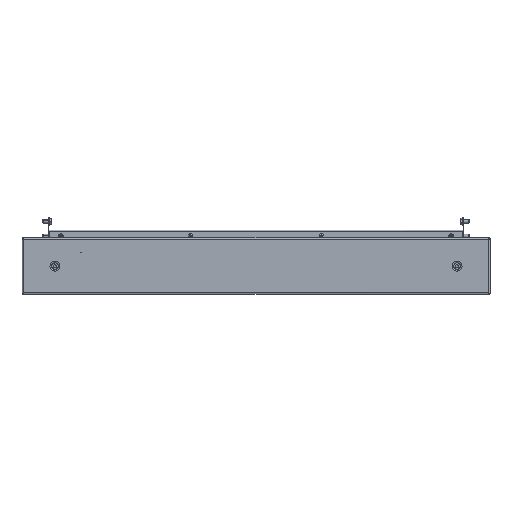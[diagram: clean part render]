
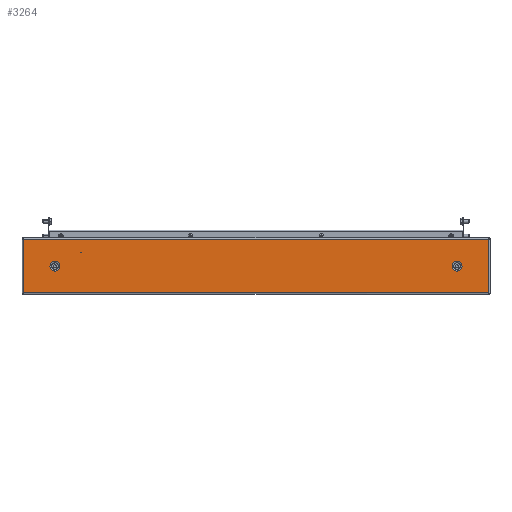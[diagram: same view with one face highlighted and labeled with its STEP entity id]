
A CAD part, top view. The second image highlights one B-rep face of the part: STEP entity #3264.
In plain terms, the highlighted planar face has unit normal (0, 0, 1).
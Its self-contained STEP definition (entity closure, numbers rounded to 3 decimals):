
#460 = ORIENTED_EDGE ( 'NONE', *, *, #58121, .T. ) ;
#1034 = AXIS2_PLACEMENT_3D ( 'NONE', #35454, #13599, #17574 ) ;
#1449 = DIRECTION ( 'NONE',  ( 0., 1., 0. ) ) ;
#3264 = ADVANCED_FACE ( 'NONE', ( #33531, #29367, #48926, #19530 ), #35146, .T. ) ;
#4552 = DIRECTION ( 'NONE',  ( 0., 0., 1. ) ) ;
#4660 = VERTEX_POINT ( 'NONE', #28786 ) ;
#6710 = CARTESIAN_POINT ( 'NONE',  ( -298., 23., 0. ) ) ;
#7886 = LINE ( 'NONE', #10333, #12121 ) ;
#8126 = DIRECTION ( 'NONE',  ( 0., 1., 0. ) ) ;
#9716 = CIRCLE ( 'NONE', #49541, 0.5 ) ;
#10234 = CARTESIAN_POINT ( 'NONE',  ( 395.1, -46.529, 0. ) ) ;
#10333 = CARTESIAN_POINT ( 'NONE',  ( -395.1, 46.529, 0. ) ) ;
#11144 = ORIENTED_EDGE ( 'NONE', *, *, #46010, .F. ) ;
#11209 = EDGE_LOOP ( 'NONE', ( #28592, #11144 ) ) ;
#11442 = CIRCLE ( 'NONE', #1034, 8.443 ) ;
#11584 = CIRCLE ( 'NONE', #19417, 0.5 ) ;
#11834 = EDGE_CURVE ( 'NONE', #46177, #30037, #38129, .T. ) ;
#12121 = VECTOR ( 'NONE', #23816, 1000. ) ;
#12425 = ORIENTED_EDGE ( 'NONE', *, *, #50353, .F. ) ;
#12490 = CARTESIAN_POINT ( 'NONE',  ( -395.1, 45.6, 0. ) ) ;
#13010 = CARTESIAN_POINT ( 'NONE',  ( -341.5, 0., 0. ) ) ;
#13260 = DIRECTION ( 'NONE',  ( 0., 0., 1. ) ) ;
#13436 = EDGE_LOOP ( 'NONE', ( #37423, #12425 ) ) ;
#13599 = DIRECTION ( 'NONE',  ( 0., 0., 1. ) ) ;
#14517 = EDGE_CURVE ( 'NONE', #17009, #50520, #26076, .T. ) ;
#15026 = VERTEX_POINT ( 'NONE', #34409 ) ;
#16977 = DIRECTION ( 'NONE',  ( 0., 0., 1. ) ) ;
#17009 = VERTEX_POINT ( 'NONE', #26532 ) ;
#17574 = DIRECTION ( 'NONE',  ( 0., 1., 0. ) ) ;
#17904 = DIRECTION ( 'NONE',  ( 0., 1., 0. ) ) ;
#19368 = CARTESIAN_POINT ( 'NONE',  ( -396.029, -45.6, 0. ) ) ;
#19417 = AXIS2_PLACEMENT_3D ( 'NONE', #47450, #52023, #29693 ) ;
#19530 = FACE_OUTER_BOUND ( 'NONE', #25048, .T. ) ;
#19609 = CIRCLE ( 'NONE', #35685, 8.443 ) ;
#19788 = ORIENTED_EDGE ( 'NONE', *, *, #14517, .T. ) ;
#20405 = EDGE_CURVE ( 'NONE', #15026, #46248, #11584, .T. ) ;
#20983 = EDGE_CURVE ( 'NONE', #27768, #44171, #7886, .T. ) ;
#21233 = DIRECTION ( 'NONE',  ( 0., 1., 0. ) ) ;
#21804 = CARTESIAN_POINT ( 'NONE',  ( 341.5, 0., 0. ) ) ;
#22170 = ORIENTED_EDGE ( 'NONE', *, *, #43448, .T. ) ;
#22553 = VECTOR ( 'NONE', #28668, 1000. ) ;
#23569 = AXIS2_PLACEMENT_3D ( 'NONE', #48254, #35271, #8126 ) ;
#23816 = DIRECTION ( 'NONE',  ( 0., -1., 0. ) ) ;
#25048 = EDGE_LOOP ( 'NONE', ( #34915, #460, #19788, #22170 ) ) ;
#26076 = LINE ( 'NONE', #10234, #36484 ) ;
#26532 = CARTESIAN_POINT ( 'NONE',  ( 395.1, -45.6, 0. ) ) ;
#26980 = ORIENTED_EDGE ( 'NONE', *, *, #42870, .T. ) ;
#27593 = LINE ( 'NONE', #19368, #31075 ) ;
#27650 = VERTEX_POINT ( 'NONE', #30730 ) ;
#27768 = VERTEX_POINT ( 'NONE', #12490 ) ;
#28217 = LINE ( 'NONE', #33312, #22553 ) ;
#28592 = ORIENTED_EDGE ( 'NONE', *, *, #11834, .F. ) ;
#28668 = DIRECTION ( 'NONE',  ( -1., 0., 0. ) ) ;
#28786 = CARTESIAN_POINT ( 'NONE',  ( -341.5, 8.443, 0. ) ) ;
#29367 = FACE_BOUND ( 'NONE', #11209, .T. ) ;
#29693 = DIRECTION ( 'NONE',  ( -1., 0., 0. ) ) ;
#30037 = VERTEX_POINT ( 'NONE', #54577 ) ;
#30730 = CARTESIAN_POINT ( 'NONE',  ( -341.5, -8.443, 0. ) ) ;
#31075 = VECTOR ( 'NONE', #32466, 1000. ) ;
#32035 = ORIENTED_EDGE ( 'NONE', *, *, #20405, .T. ) ;
#32466 = DIRECTION ( 'NONE',  ( 1., 0., 0. ) ) ;
#32811 = DIRECTION ( 'NONE',  ( -1., 0., 0. ) ) ;
#33012 = DIRECTION ( 'NONE',  ( 0., 0., -1. ) ) ;
#33312 = CARTESIAN_POINT ( 'NONE',  ( 396.029, 45.6, 0. ) ) ;
#33531 = FACE_BOUND ( 'NONE', #33746, .T. ) ;
#33746 = EDGE_LOOP ( 'NONE', ( #26980, #32035 ) ) ;
#34409 = CARTESIAN_POINT ( 'NONE',  ( -297., 23., 0. ) ) ;
#34915 = ORIENTED_EDGE ( 'NONE', *, *, #20983, .T. ) ;
#35146 = PLANE ( 'NONE',  #56908 ) ;
#35271 = DIRECTION ( 'NONE',  ( 0., 0., 1. ) ) ;
#35454 = CARTESIAN_POINT ( 'NONE',  ( -341.5, 0., 0. ) ) ;
#35685 = AXIS2_PLACEMENT_3D ( 'NONE', #13010, #4552, #17904 ) ;
#36484 = VECTOR ( 'NONE', #1449, 1000. ) ;
#37423 = ORIENTED_EDGE ( 'NONE', *, *, #52026, .F. ) ;
#38129 = CIRCLE ( 'NONE', #53734, 8.443 ) ;
#40014 = CARTESIAN_POINT ( 'NONE',  ( 0., 0., 0. ) ) ;
#40493 = CARTESIAN_POINT ( 'NONE',  ( 395.1, 45.6, 0. ) ) ;
#42870 = EDGE_CURVE ( 'NONE', #46248, #15026, #9716, .T. ) ;
#43448 = EDGE_CURVE ( 'NONE', #50520, #27768, #28217, .T. ) ;
#44171 = VERTEX_POINT ( 'NONE', #52676 ) ;
#44505 = CIRCLE ( 'NONE', #23569, 8.443 ) ;
#45424 = CARTESIAN_POINT ( 'NONE',  ( 341.5, 8.443, 0. ) ) ;
#45891 = CARTESIAN_POINT ( 'NONE',  ( -297.5, 23., 0. ) ) ;
#46010 = EDGE_CURVE ( 'NONE', #30037, #46177, #44505, .T. ) ;
#46177 = VERTEX_POINT ( 'NONE', #45424 ) ;
#46248 = VERTEX_POINT ( 'NONE', #6710 ) ;
#47450 = CARTESIAN_POINT ( 'NONE',  ( -297.5, 23., 0. ) ) ;
#48254 = CARTESIAN_POINT ( 'NONE',  ( 341.5, 0., 0. ) ) ;
#48859 = DIRECTION ( 'NONE',  ( 1., 0., 0. ) ) ;
#48926 = FACE_BOUND ( 'NONE', #13436, .T. ) ;
#49541 = AXIS2_PLACEMENT_3D ( 'NONE', #45891, #33012, #32811 ) ;
#50353 = EDGE_CURVE ( 'NONE', #27650, #4660, #19609, .T. ) ;
#50520 = VERTEX_POINT ( 'NONE', #40493 ) ;
#52023 = DIRECTION ( 'NONE',  ( 0., 0., -1. ) ) ;
#52026 = EDGE_CURVE ( 'NONE', #4660, #27650, #11442, .T. ) ;
#52676 = CARTESIAN_POINT ( 'NONE',  ( -395.1, -45.6, 0. ) ) ;
#53734 = AXIS2_PLACEMENT_3D ( 'NONE', #21804, #16977, #21233 ) ;
#54577 = CARTESIAN_POINT ( 'NONE',  ( 341.5, -8.443, 0. ) ) ;
#56908 = AXIS2_PLACEMENT_3D ( 'NONE', #40014, #13260, #48859 ) ;
#58121 = EDGE_CURVE ( 'NONE', #44171, #17009, #27593, .T. ) ;
